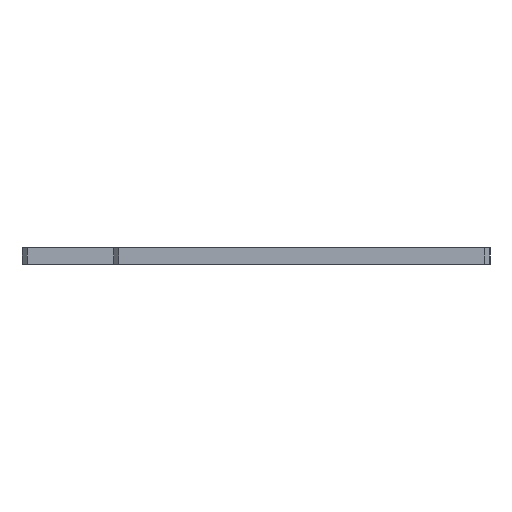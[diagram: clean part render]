
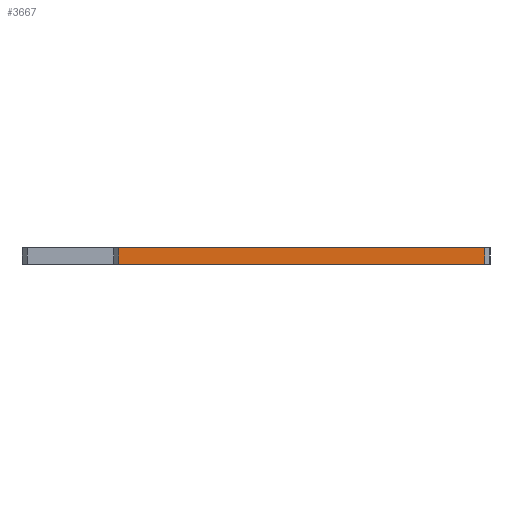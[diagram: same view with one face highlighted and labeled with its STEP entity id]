
A CAD part, left-side view. The second image highlights one B-rep face of the part: STEP entity #3667.
In plain terms, the highlighted planar face has unit normal (-1, 0, 0).
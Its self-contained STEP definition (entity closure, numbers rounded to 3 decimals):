
#83 = PLANE('',#84);
#84 = AXIS2_PLACEMENT_3D('',#85,#86,#87);
#85 = CARTESIAN_POINT('',(148.481,-105.997,1.6));
#86 = DIRECTION('',(0.,0.,1.));
#87 = DIRECTION('',(1.,0.,-0.));
#137 = PLANE('',#138);
#138 = AXIS2_PLACEMENT_3D('',#139,#140,#141);
#139 = CARTESIAN_POINT('',(148.481,-105.997,0.));
#140 = DIRECTION('',(0.,0.,1.));
#141 = DIRECTION('',(1.,0.,-0.));
#386 = VERTEX_POINT('',#387);
#387 = CARTESIAN_POINT('',(118.001,-91.504,0.));
#401 = PLANE('',#402);
#402 = AXIS2_PLACEMENT_3D('',#403,#404,#405);
#403 = CARTESIAN_POINT('',(118.501,-91.004,0.));
#404 = DIRECTION('',(0.707,-0.707,0.));
#405 = DIRECTION('',(-0.707,-0.707,0.));
#413 = EDGE_CURVE('',#386,#414,#416,.T.);
#414 = VERTEX_POINT('',#415);
#415 = CARTESIAN_POINT('',(118.001,-127.504,0.));
#416 = SURFACE_CURVE('',#417,(#421,#428),.PCURVE_S1.);
#417 = LINE('',#418,#419);
#418 = CARTESIAN_POINT('',(118.001,-91.504,0.));
#419 = VECTOR('',#420,1.);
#420 = DIRECTION('',(0.,-1.,0.));
#421 = PCURVE('',#137,#422);
#422 = DEFINITIONAL_REPRESENTATION('',(#423),#427);
#423 = LINE('',#424,#425);
#424 = CARTESIAN_POINT('',(-30.479,14.493));
#425 = VECTOR('',#426,1.);
#426 = DIRECTION('',(0.,-1.));
#427 = ( GEOMETRIC_REPRESENTATION_CONTEXT(2) 
PARAMETRIC_REPRESENTATION_CONTEXT() REPRESENTATION_CONTEXT('2D SPACE',''
  ) );
#428 = PCURVE('',#429,#434);
#429 = PLANE('',#430);
#430 = AXIS2_PLACEMENT_3D('',#431,#432,#433);
#431 = CARTESIAN_POINT('',(118.001,-91.504,0.));
#432 = DIRECTION('',(1.,0.,-0.));
#433 = DIRECTION('',(0.,-1.,0.));
#434 = DEFINITIONAL_REPRESENTATION('',(#435),#439);
#435 = LINE('',#436,#437);
#436 = CARTESIAN_POINT('',(0.,0.));
#437 = VECTOR('',#438,1.);
#438 = DIRECTION('',(1.,0.));
#439 = ( GEOMETRIC_REPRESENTATION_CONTEXT(2) 
PARAMETRIC_REPRESENTATION_CONTEXT() REPRESENTATION_CONTEXT('2D SPACE',''
  ) );
#457 = PLANE('',#458);
#458 = AXIS2_PLACEMENT_3D('',#459,#460,#461);
#459 = CARTESIAN_POINT('',(118.001,-127.504,0.));
#460 = DIRECTION('',(0.707,0.707,-0.));
#461 = DIRECTION('',(0.707,-0.707,0.));
#2073 = VERTEX_POINT('',#2074);
#2074 = CARTESIAN_POINT('',(118.001,-91.504,1.6));
#2095 = EDGE_CURVE('',#2073,#2096,#2098,.T.);
#2096 = VERTEX_POINT('',#2097);
#2097 = CARTESIAN_POINT('',(118.001,-127.504,1.6));
#2098 = SURFACE_CURVE('',#2099,(#2103,#2110),.PCURVE_S1.);
#2099 = LINE('',#2100,#2101);
#2100 = CARTESIAN_POINT('',(118.001,-91.504,1.6));
#2101 = VECTOR('',#2102,1.);
#2102 = DIRECTION('',(0.,-1.,0.));
#2103 = PCURVE('',#83,#2104);
#2104 = DEFINITIONAL_REPRESENTATION('',(#2105),#2109);
#2105 = LINE('',#2106,#2107);
#2106 = CARTESIAN_POINT('',(-30.479,14.493));
#2107 = VECTOR('',#2108,1.);
#2108 = DIRECTION('',(0.,-1.));
#2109 = ( GEOMETRIC_REPRESENTATION_CONTEXT(2) 
PARAMETRIC_REPRESENTATION_CONTEXT() REPRESENTATION_CONTEXT('2D SPACE',''
  ) );
#2110 = PCURVE('',#429,#2111);
#2111 = DEFINITIONAL_REPRESENTATION('',(#2112),#2116);
#2112 = LINE('',#2113,#2114);
#2113 = CARTESIAN_POINT('',(0.,-1.6));
#2114 = VECTOR('',#2115,1.);
#2115 = DIRECTION('',(1.,0.));
#2116 = ( GEOMETRIC_REPRESENTATION_CONTEXT(2) 
PARAMETRIC_REPRESENTATION_CONTEXT() REPRESENTATION_CONTEXT('2D SPACE',''
  ) );
#3619 = EDGE_CURVE('',#386,#2073,#3620,.T.);
#3620 = SURFACE_CURVE('',#3621,(#3625,#3632),.PCURVE_S1.);
#3621 = LINE('',#3622,#3623);
#3622 = CARTESIAN_POINT('',(118.001,-91.504,0.));
#3623 = VECTOR('',#3624,1.);
#3624 = DIRECTION('',(0.,0.,1.));
#3625 = PCURVE('',#401,#3626);
#3626 = DEFINITIONAL_REPRESENTATION('',(#3627),#3631);
#3627 = LINE('',#3628,#3629);
#3628 = CARTESIAN_POINT('',(0.707,0.));
#3629 = VECTOR('',#3630,1.);
#3630 = DIRECTION('',(0.,-1.));
#3631 = ( GEOMETRIC_REPRESENTATION_CONTEXT(2) 
PARAMETRIC_REPRESENTATION_CONTEXT() REPRESENTATION_CONTEXT('2D SPACE',''
  ) );
#3632 = PCURVE('',#429,#3633);
#3633 = DEFINITIONAL_REPRESENTATION('',(#3634),#3638);
#3634 = LINE('',#3635,#3636);
#3635 = CARTESIAN_POINT('',(0.,0.));
#3636 = VECTOR('',#3637,1.);
#3637 = DIRECTION('',(0.,-1.));
#3638 = ( GEOMETRIC_REPRESENTATION_CONTEXT(2) 
PARAMETRIC_REPRESENTATION_CONTEXT() REPRESENTATION_CONTEXT('2D SPACE',''
  ) );
#3667 = ADVANCED_FACE('',(#3668),#429,.F.);
#3668 = FACE_BOUND('',#3669,.F.);
#3669 = EDGE_LOOP('',(#3670,#3671,#3672,#3693));
#3670 = ORIENTED_EDGE('',*,*,#3619,.T.);
#3671 = ORIENTED_EDGE('',*,*,#2095,.T.);
#3672 = ORIENTED_EDGE('',*,*,#3673,.F.);
#3673 = EDGE_CURVE('',#414,#2096,#3674,.T.);
#3674 = SURFACE_CURVE('',#3675,(#3679,#3686),.PCURVE_S1.);
#3675 = LINE('',#3676,#3677);
#3676 = CARTESIAN_POINT('',(118.001,-127.504,0.));
#3677 = VECTOR('',#3678,1.);
#3678 = DIRECTION('',(0.,0.,1.));
#3679 = PCURVE('',#429,#3680);
#3680 = DEFINITIONAL_REPRESENTATION('',(#3681),#3685);
#3681 = LINE('',#3682,#3683);
#3682 = CARTESIAN_POINT('',(36.,0.));
#3683 = VECTOR('',#3684,1.);
#3684 = DIRECTION('',(0.,-1.));
#3685 = ( GEOMETRIC_REPRESENTATION_CONTEXT(2) 
PARAMETRIC_REPRESENTATION_CONTEXT() REPRESENTATION_CONTEXT('2D SPACE',''
  ) );
#3686 = PCURVE('',#457,#3687);
#3687 = DEFINITIONAL_REPRESENTATION('',(#3688),#3692);
#3688 = LINE('',#3689,#3690);
#3689 = CARTESIAN_POINT('',(0.,0.));
#3690 = VECTOR('',#3691,1.);
#3691 = DIRECTION('',(0.,-1.));
#3692 = ( GEOMETRIC_REPRESENTATION_CONTEXT(2) 
PARAMETRIC_REPRESENTATION_CONTEXT() REPRESENTATION_CONTEXT('2D SPACE',''
  ) );
#3693 = ORIENTED_EDGE('',*,*,#413,.F.);
